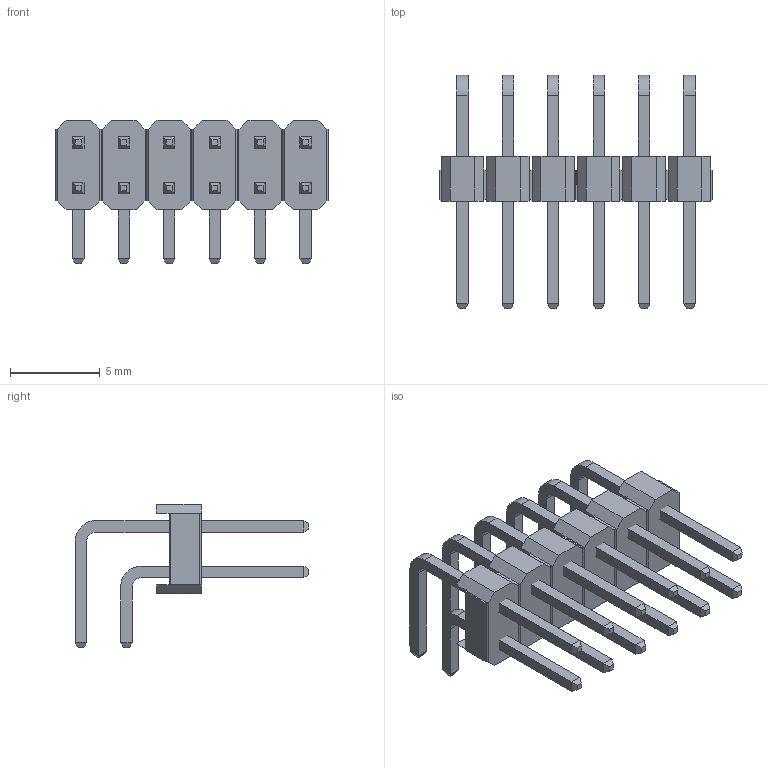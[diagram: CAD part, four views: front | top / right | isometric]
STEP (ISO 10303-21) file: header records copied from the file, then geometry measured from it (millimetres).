
FILE_DESCRIPTION (( 'STEP AP214' ), '1' );
FILE_NAME ('BLD-12R.STEP', '2021-05-31T12:26:46', ( '' ), ( '' ), 'SwSTEP 2.0', 'SolidWorks 2017', '' );
FILE_SCHEMA (( 'AUTOMOTIVE_DESIGN' ));
Length unit declared in the file: millimetre
Products named in the file (2): BLD-6R; BLD-12R
Assembly tree (2 placements, depth 2):
  BLD-12R
    BLD-6R  x2
Bounding box: 15.24 x 13.04 x 8 mm (x, y, z)
Volume: 217.9 mm3; surface area: 790.7 mm2
Topology: 14 solids, 14 shells, 332 faces, 744 edges, 440 vertices
Faces by surface type: plane 308, cylinder 24
Entity records: 6382 total; most frequent: CARTESIAN_POINT 763, ORIENTED_EDGE 744, DIRECTION 738, EDGE_CURVE 372, VECTOR 348, LINE 348, VERTEX_POINT 220, AXIS2_PLACEMENT_3D 195
